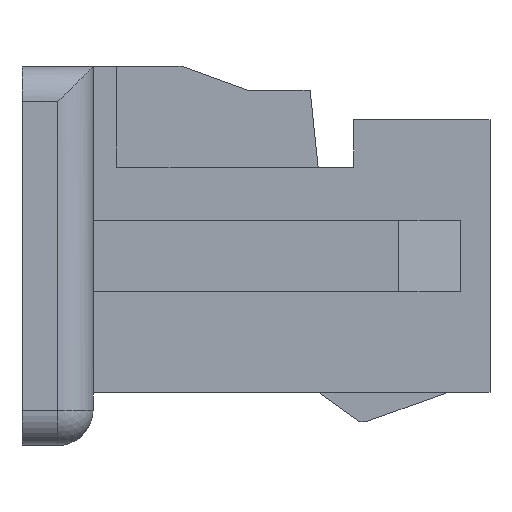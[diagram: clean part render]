
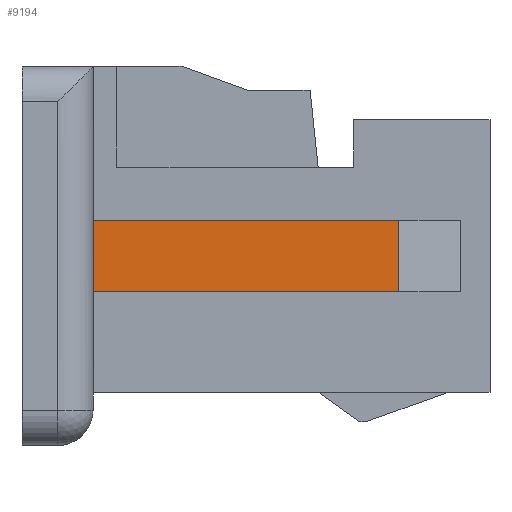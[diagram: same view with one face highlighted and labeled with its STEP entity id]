
A CAD part, left-side view. The second image highlights one B-rep face of the part: STEP entity #9194.
In plain terms, the highlighted planar face has unit normal (-1, 0, 0).
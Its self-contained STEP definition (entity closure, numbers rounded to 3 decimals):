
#6821 = PLANE('',#6822);
#6822 = AXIS2_PLACEMENT_3D('',#6823,#6824,#6825);
#6823 = CARTESIAN_POINT('',(2.1,1.375,-1.6));
#6824 = DIRECTION('',(0.,-1.,0.));
#6825 = DIRECTION('',(1.,0.,0.));
#7856 = VERTEX_POINT('',#7857);
#7857 = CARTESIAN_POINT('',(-2.4,1.375,0.3));
#7871 = PLANE('',#7872);
#7872 = AXIS2_PLACEMENT_3D('',#7873,#7874,#7875);
#7873 = CARTESIAN_POINT('',(0.,0.,0.3));
#7874 = DIRECTION('',(0.,0.,1.));
#7875 = DIRECTION('',(1.,0.,0.));
#7883 = EDGE_CURVE('',#7884,#7856,#7886,.T.);
#7884 = VERTEX_POINT('',#7885);
#7885 = CARTESIAN_POINT('',(-2.4,1.375,-0.3));
#7886 = SURFACE_CURVE('',#7887,(#7891,#7898),.PCURVE_S1.);
#7887 = LINE('',#7888,#7889);
#7888 = CARTESIAN_POINT('',(-2.4,1.375,-0.3));
#7889 = VECTOR('',#7890,1.);
#7890 = DIRECTION('',(0.,0.,1.));
#7891 = PCURVE('',#6821,#7892);
#7892 = DEFINITIONAL_REPRESENTATION('',(#7893),#7897);
#7893 = LINE('',#7894,#7895);
#7894 = CARTESIAN_POINT('',(-4.5,1.3));
#7895 = VECTOR('',#7896,1.);
#7896 = DIRECTION('',(0.,1.));
#7897 = ( GEOMETRIC_REPRESENTATION_CONTEXT(2) 
PARAMETRIC_REPRESENTATION_CONTEXT() REPRESENTATION_CONTEXT('2D SPACE',''
  ) );
#7898 = PCURVE('',#7899,#7904);
#7899 = PLANE('',#7900);
#7900 = AXIS2_PLACEMENT_3D('',#7901,#7902,#7903);
#7901 = CARTESIAN_POINT('',(-2.4,1.375,-0.3));
#7902 = DIRECTION('',(-1.,0.,0.));
#7903 = DIRECTION('',(0.,-1.,0.));
#7904 = DEFINITIONAL_REPRESENTATION('',(#7905),#7909);
#7905 = LINE('',#7906,#7907);
#7906 = CARTESIAN_POINT('',(0.,0.));
#7907 = VECTOR('',#7908,1.);
#7908 = DIRECTION('',(0.,1.));
#7909 = ( GEOMETRIC_REPRESENTATION_CONTEXT(2) 
PARAMETRIC_REPRESENTATION_CONTEXT() REPRESENTATION_CONTEXT('2D SPACE',''
  ) );
#7927 = PLANE('',#7928);
#7928 = AXIS2_PLACEMENT_3D('',#7929,#7930,#7931);
#7929 = CARTESIAN_POINT('',(0.,0.,-0.3));
#7930 = DIRECTION('',(0.,0.,1.));
#7931 = DIRECTION('',(1.,0.,0.));
#8480 = PLANE('',#8481);
#8481 = AXIS2_PLACEMENT_3D('',#8482,#8483,#8484);
#8482 = CARTESIAN_POINT('',(-2.4,-1.205,-0.3));
#8483 = DIRECTION('',(-0.866,-0.5,0.));
#8484 = DIRECTION('',(0.5,-0.866,0.));
#8977 = VERTEX_POINT('',#8978);
#8978 = CARTESIAN_POINT('',(-2.4,-1.205,0.3));
#8999 = EDGE_CURVE('',#7856,#8977,#9000,.T.);
#9000 = SURFACE_CURVE('',#9001,(#9005,#9012),.PCURVE_S1.);
#9001 = LINE('',#9002,#9003);
#9002 = CARTESIAN_POINT('',(-2.4,1.375,0.3));
#9003 = VECTOR('',#9004,1.);
#9004 = DIRECTION('',(0.,-1.,0.));
#9005 = PCURVE('',#7871,#9006);
#9006 = DEFINITIONAL_REPRESENTATION('',(#9007),#9011);
#9007 = LINE('',#9008,#9009);
#9008 = CARTESIAN_POINT('',(-2.4,1.375));
#9009 = VECTOR('',#9010,1.);
#9010 = DIRECTION('',(0.,-1.));
#9011 = ( GEOMETRIC_REPRESENTATION_CONTEXT(2) 
PARAMETRIC_REPRESENTATION_CONTEXT() REPRESENTATION_CONTEXT('2D SPACE',''
  ) );
#9012 = PCURVE('',#7899,#9013);
#9013 = DEFINITIONAL_REPRESENTATION('',(#9014),#9018);
#9014 = LINE('',#9015,#9016);
#9015 = CARTESIAN_POINT('',(0.,0.6));
#9016 = VECTOR('',#9017,1.);
#9017 = DIRECTION('',(1.,0.));
#9018 = ( GEOMETRIC_REPRESENTATION_CONTEXT(2) 
PARAMETRIC_REPRESENTATION_CONTEXT() REPRESENTATION_CONTEXT('2D SPACE',''
  ) );
#9075 = VERTEX_POINT('',#9076);
#9076 = CARTESIAN_POINT('',(-2.4,-1.205,-0.3));
#9097 = EDGE_CURVE('',#9075,#8977,#9098,.T.);
#9098 = SURFACE_CURVE('',#9099,(#9103,#9110),.PCURVE_S1.);
#9099 = LINE('',#9100,#9101);
#9100 = CARTESIAN_POINT('',(-2.4,-1.205,-0.3));
#9101 = VECTOR('',#9102,1.);
#9102 = DIRECTION('',(0.,0.,1.));
#9103 = PCURVE('',#8480,#9104);
#9104 = DEFINITIONAL_REPRESENTATION('',(#9105),#9109);
#9105 = LINE('',#9106,#9107);
#9106 = CARTESIAN_POINT('',(0.,0.));
#9107 = VECTOR('',#9108,1.);
#9108 = DIRECTION('',(0.,1.));
#9109 = ( GEOMETRIC_REPRESENTATION_CONTEXT(2) 
PARAMETRIC_REPRESENTATION_CONTEXT() REPRESENTATION_CONTEXT('2D SPACE',''
  ) );
#9110 = PCURVE('',#7899,#9111);
#9111 = DEFINITIONAL_REPRESENTATION('',(#9112),#9116);
#9112 = LINE('',#9113,#9114);
#9113 = CARTESIAN_POINT('',(2.58,0.));
#9114 = VECTOR('',#9115,1.);
#9115 = DIRECTION('',(0.,1.));
#9116 = ( GEOMETRIC_REPRESENTATION_CONTEXT(2) 
PARAMETRIC_REPRESENTATION_CONTEXT() REPRESENTATION_CONTEXT('2D SPACE',''
  ) );
#9124 = EDGE_CURVE('',#7884,#9075,#9125,.T.);
#9125 = SURFACE_CURVE('',#9126,(#9130,#9137),.PCURVE_S1.);
#9126 = LINE('',#9127,#9128);
#9127 = CARTESIAN_POINT('',(-2.4,1.375,-0.3));
#9128 = VECTOR('',#9129,1.);
#9129 = DIRECTION('',(0.,-1.,0.));
#9130 = PCURVE('',#7927,#9131);
#9131 = DEFINITIONAL_REPRESENTATION('',(#9132),#9136);
#9132 = LINE('',#9133,#9134);
#9133 = CARTESIAN_POINT('',(-2.4,1.375));
#9134 = VECTOR('',#9135,1.);
#9135 = DIRECTION('',(0.,-1.));
#9136 = ( GEOMETRIC_REPRESENTATION_CONTEXT(2) 
PARAMETRIC_REPRESENTATION_CONTEXT() REPRESENTATION_CONTEXT('2D SPACE',''
  ) );
#9137 = PCURVE('',#7899,#9138);
#9138 = DEFINITIONAL_REPRESENTATION('',(#9139),#9143);
#9139 = LINE('',#9140,#9141);
#9140 = CARTESIAN_POINT('',(0.,0.));
#9141 = VECTOR('',#9142,1.);
#9142 = DIRECTION('',(1.,0.));
#9143 = ( GEOMETRIC_REPRESENTATION_CONTEXT(2) 
PARAMETRIC_REPRESENTATION_CONTEXT() REPRESENTATION_CONTEXT('2D SPACE',''
  ) );
#9194 = ADVANCED_FACE('',(#9195),#7899,.T.);
#9195 = FACE_BOUND('',#9196,.F.);
#9196 = EDGE_LOOP('',(#9197,#9198,#9199,#9200));
#9197 = ORIENTED_EDGE('',*,*,#9124,.F.);
#9198 = ORIENTED_EDGE('',*,*,#7883,.T.);
#9199 = ORIENTED_EDGE('',*,*,#8999,.T.);
#9200 = ORIENTED_EDGE('',*,*,#9097,.F.);
